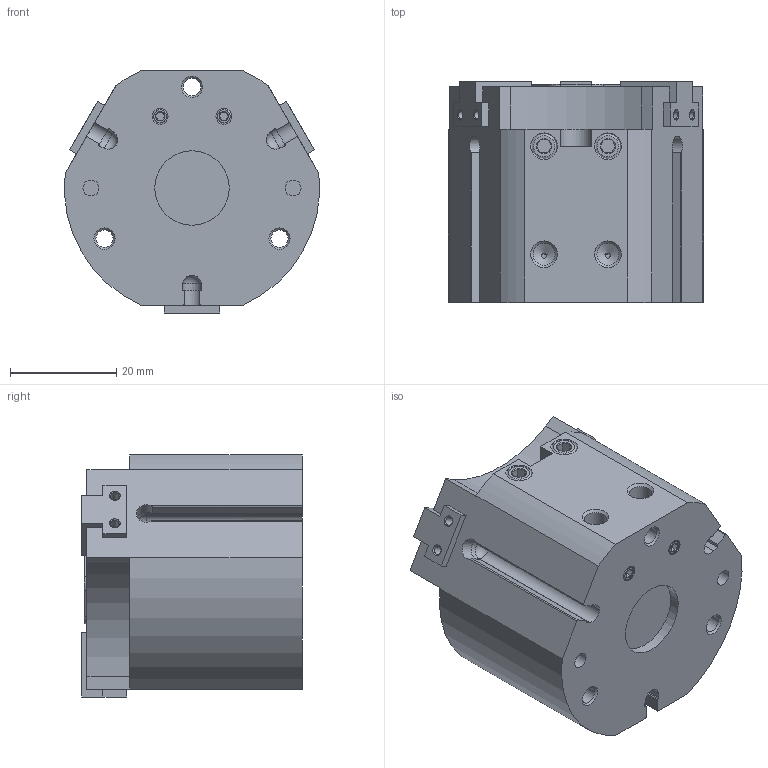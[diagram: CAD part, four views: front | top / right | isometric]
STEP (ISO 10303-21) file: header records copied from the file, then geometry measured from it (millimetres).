
FILE_DESCRIPTION(/* description */ ('STEP AP214'),/* implementation_level */ '2;1');
FILE_NAME(/* name */ '560179_HGDT-25-A-F-G2',/* time_stamp */ '2024-08-26T09:28:21+02:00',/* author */ ('License CC BY-ND 4.0'),/* organization */ ('CADENAS'),/* preprocessor_version */ 'ST-DEVELOPER v19.3',/* originating_system */ 'PARTsolutions',/* authorisation */ ' ');
FILE_SCHEMA (('AUTOMOTIVE_DESIGN {1 0 10303 214 3 1 1}'));
Length unit declared in the file: millimetre
Products named in the file (5): 560179 HGDT-25-A-F-G2---(1.5); 560179 HGDT-25-A-F-G2z; 560179 HGDT-25-A-F-G2j; DIN-913 - M5x4; DIN-913 - M3x3
Assembly tree (8 placements, depth 2):
  560179 HGDT-25-A-F-G2---(1.5)
    560179 HGDT-25-A-F-G2z
    560179 HGDT-25-A-F-G2j  x3
    DIN-913 - M5x4  x2
    DIN-913 - M3x3  x2
Bounding box: 47.95 x 41.5 x 45.5 mm (x, y, z)
Volume: 61654.3 mm3; surface area: 16987.1 mm2
Topology: 8 solids, 8 shells, 320 faces, 778 edges, 486 vertices
Faces by surface type: plane 163, cylinder 80, cone 74, sphere 3
Full cylindrical faces by diameter (mm): 1.567 x6, 2.459 x8, 3 x4, 3.242 x3, 3.3 x3, 4 x3, 4.134 x4, 5 x8, 5.9 x2, 14 x1
Entity records: 6575 total; most frequent: CARTESIAN_POINT 1217, DIRECTION 1091, ORIENTED_EDGE 998, EDGE_CURVE 499, AXIS2_PLACEMENT_3D 393, VERTEX_POINT 353, FACE_BOUND 314, EDGE_LOOP 308
